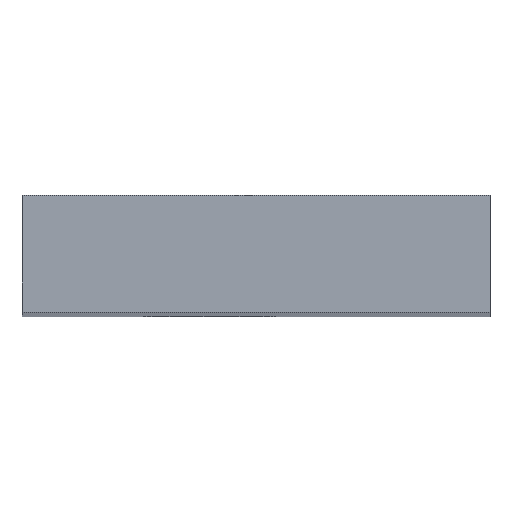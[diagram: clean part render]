
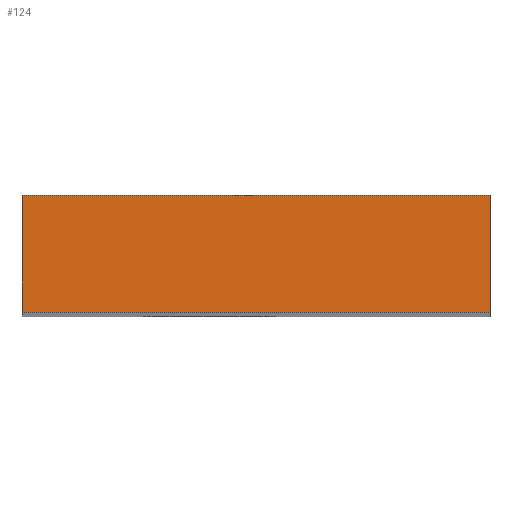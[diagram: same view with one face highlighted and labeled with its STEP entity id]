
A CAD part, top view. The second image highlights one B-rep face of the part: STEP entity #124.
In plain terms, the highlighted planar face has unit normal (0, 0, 1).
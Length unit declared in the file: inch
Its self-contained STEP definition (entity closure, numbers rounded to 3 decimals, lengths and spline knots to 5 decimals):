
#16=LINE('',#199,#28);
#24=LINE('',#214,#36);
#25=LINE('',#216,#37);
#26=LINE('',#217,#38);
#28=VECTOR('',#167,0.3937);
#36=VECTOR('',#179,0.3937);
#37=VECTOR('',#182,0.3937);
#38=VECTOR('',#183,0.3937);
#42=PLANE('',#153);
#52=FACE_OUTER_BOUND('',#60,.T.);
#60=EDGE_LOOP('',(#105,#106,#107,#108));
#69=VERTEX_POINT('',#195);
#71=VERTEX_POINT('',#198);
#75=VERTEX_POINT('',#210);
#76=VERTEX_POINT('',#212);
#80=EDGE_CURVE('',#69,#71,#16,.T.);
#88=EDGE_CURVE('',#75,#76,#24,.T.);
#89=EDGE_CURVE('',#75,#69,#25,.T.);
#90=EDGE_CURVE('',#71,#76,#26,.T.);
#105=ORIENTED_EDGE('',*,*,#89,.F.);
#106=ORIENTED_EDGE('',*,*,#88,.T.);
#107=ORIENTED_EDGE('',*,*,#90,.F.);
#108=ORIENTED_EDGE('',*,*,#80,.F.);
#124=ADVANCED_FACE('',(#52),#42,.T.);
#153=AXIS2_PLACEMENT_3D('',#215,#180,#181);
#167=DIRECTION('',(0.,1.,0.));
#179=DIRECTION('',(0.,1.,0.));
#180=DIRECTION('center_axis',(0.,0.,1.));
#181=DIRECTION('ref_axis',(1.,0.,0.));
#182=DIRECTION('',(-1.,0.,0.));
#183=DIRECTION('',(1.,0.,0.));
#195=CARTESIAN_POINT('',(-1.,0.,0.));
#198=CARTESIAN_POINT('',(-1.,0.25,0.));
#199=CARTESIAN_POINT('',(-1.,0.,0.));
#210=CARTESIAN_POINT('',(0.,0.,0.));
#212=CARTESIAN_POINT('',(0.,0.25,0.));
#214=CARTESIAN_POINT('',(0.,0.,0.));
#215=CARTESIAN_POINT('Origin',(-1.,0.,0.));
#216=CARTESIAN_POINT('',(0.,0.,0.));
#217=CARTESIAN_POINT('',(0.,0.25,0.));
